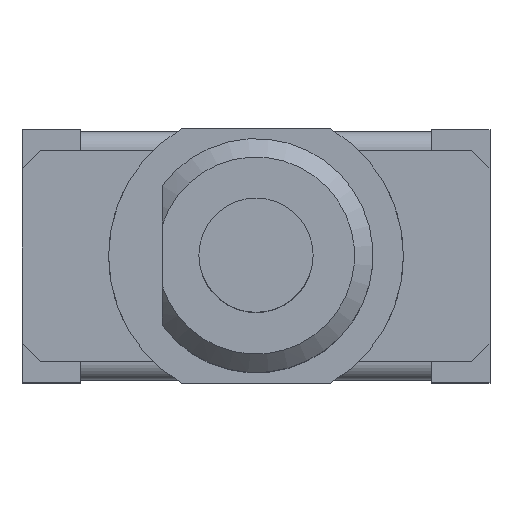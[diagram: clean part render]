
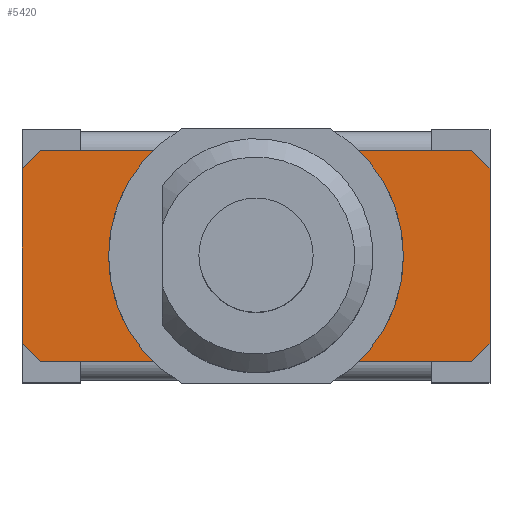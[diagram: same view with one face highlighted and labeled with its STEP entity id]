
A CAD part, top view. The second image highlights one B-rep face of the part: STEP entity #5420.
In plain terms, the highlighted planar face has unit normal (0, 0, 1).
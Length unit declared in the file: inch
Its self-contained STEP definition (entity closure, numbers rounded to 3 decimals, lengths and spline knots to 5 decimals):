
#63=FACE_BOUND('',#860,.T.);
#309=PLANE('',#5728);
#543=FACE_OUTER_BOUND('',#859,.T.);
#859=EDGE_LOOP('',(#4251,#4252,#4253,#4254,#4255,#4256,#4257,#4258,#4259,
#4260,#4261,#4262));
#860=EDGE_LOOP('',(#4263,#4264,#4265,#4266,#4267,#4268,#4269,#4270));
#1281=LINE('',#8715,#1841);
#1285=LINE('',#8724,#1845);
#1287=LINE('',#8729,#1847);
#1292=LINE('',#8737,#1852);
#1293=LINE('',#8740,#1853);
#1296=LINE('',#8746,#1856);
#1299=LINE('',#8752,#1859);
#1304=LINE('',#8761,#1864);
#1305=LINE('',#8764,#1865);
#1308=LINE('',#8769,#1868);
#1310=LINE('',#8772,#1870);
#1311=LINE('',#8773,#1871);
#1312=LINE('',#8782,#1872);
#1313=LINE('',#8789,#1873);
#1841=VECTOR('',#6400,39.37008);
#1845=VECTOR('',#6406,39.37008);
#1847=VECTOR('',#6410,39.37008);
#1852=VECTOR('',#6417,39.37008);
#1853=VECTOR('',#6420,39.37008);
#1856=VECTOR('',#6425,39.37008);
#1859=VECTOR('',#6430,39.37008);
#1864=VECTOR('',#6437,39.37008);
#1865=VECTOR('',#6440,39.37008);
#1868=VECTOR('',#6445,39.37008);
#1870=VECTOR('',#6449,39.37008);
#1871=VECTOR('',#6450,39.37008);
#1872=VECTOR('',#6457,39.37008);
#1873=VECTOR('',#6464,39.37008);
#2203=CIRCLE('',#5729,0.01772);
#2204=CIRCLE('',#5730,0.15748);
#2205=CIRCLE('',#5731,0.01772);
#2206=CIRCLE('',#5732,0.01772);
#2207=CIRCLE('',#5733,0.15748);
#2208=CIRCLE('',#5734,0.01772);
#2307=VERTEX_POINT('',#7404);
#2528=VERTEX_POINT('',#8712);
#2529=VERTEX_POINT('',#8714);
#2532=VERTEX_POINT('',#8721);
#2533=VERTEX_POINT('',#8723);
#2534=VERTEX_POINT('',#8727);
#2535=VERTEX_POINT('',#8728);
#2538=VERTEX_POINT('',#8739);
#2540=VERTEX_POINT('',#8745);
#2542=VERTEX_POINT('',#8751);
#2545=VERTEX_POINT('',#8758);
#2546=VERTEX_POINT('',#8763);
#2548=VERTEX_POINT('',#8774);
#2549=VERTEX_POINT('',#8775);
#2550=VERTEX_POINT('',#8777);
#2551=VERTEX_POINT('',#8779);
#2552=VERTEX_POINT('',#8781);
#2553=VERTEX_POINT('',#8783);
#2554=VERTEX_POINT('',#8785);
#2555=VERTEX_POINT('',#8787);
#3146=EDGE_CURVE('',#2529,#2528,#1281,.T.);
#3150=EDGE_CURVE('',#2533,#2532,#1285,.T.);
#3152=EDGE_CURVE('',#2534,#2535,#1287,.T.);
#3157=EDGE_CURVE('',#2307,#2534,#1292,.T.);
#3158=EDGE_CURVE('',#2538,#2529,#1293,.T.);
#3161=EDGE_CURVE('',#2540,#2538,#1296,.T.);
#3164=EDGE_CURVE('',#2542,#2540,#1299,.T.);
#3169=EDGE_CURVE('',#2545,#2542,#1304,.T.);
#3170=EDGE_CURVE('',#2546,#2533,#1305,.T.);
#3173=EDGE_CURVE('',#2535,#2546,#1308,.T.);
#3175=EDGE_CURVE('',#2532,#2545,#1310,.T.);
#3176=EDGE_CURVE('',#2528,#2307,#1311,.T.);
#3177=EDGE_CURVE('',#2548,#2549,#2203,.T.);
#3178=EDGE_CURVE('',#2550,#2548,#2204,.T.);
#3179=EDGE_CURVE('',#2551,#2550,#2205,.T.);
#3180=EDGE_CURVE('',#2552,#2551,#1312,.T.);
#3181=EDGE_CURVE('',#2553,#2552,#2206,.T.);
#3182=EDGE_CURVE('',#2554,#2553,#2207,.T.);
#3183=EDGE_CURVE('',#2555,#2554,#2208,.T.);
#3184=EDGE_CURVE('',#2549,#2555,#1313,.T.);
#4251=ORIENTED_EDGE('',*,*,#3152,.T.);
#4252=ORIENTED_EDGE('',*,*,#3173,.T.);
#4253=ORIENTED_EDGE('',*,*,#3170,.T.);
#4254=ORIENTED_EDGE('',*,*,#3150,.T.);
#4255=ORIENTED_EDGE('',*,*,#3175,.T.);
#4256=ORIENTED_EDGE('',*,*,#3169,.T.);
#4257=ORIENTED_EDGE('',*,*,#3164,.T.);
#4258=ORIENTED_EDGE('',*,*,#3161,.T.);
#4259=ORIENTED_EDGE('',*,*,#3158,.T.);
#4260=ORIENTED_EDGE('',*,*,#3146,.T.);
#4261=ORIENTED_EDGE('',*,*,#3176,.T.);
#4262=ORIENTED_EDGE('',*,*,#3157,.T.);
#4263=ORIENTED_EDGE('',*,*,#3177,.F.);
#4264=ORIENTED_EDGE('',*,*,#3178,.F.);
#4265=ORIENTED_EDGE('',*,*,#3179,.F.);
#4266=ORIENTED_EDGE('',*,*,#3180,.F.);
#4267=ORIENTED_EDGE('',*,*,#3181,.F.);
#4268=ORIENTED_EDGE('',*,*,#3182,.F.);
#4269=ORIENTED_EDGE('',*,*,#3183,.F.);
#4270=ORIENTED_EDGE('',*,*,#3184,.F.);
#5420=ADVANCED_FACE('',(#543,#63),#309,.F.);
#5728=AXIS2_PLACEMENT_3D('',#8771,#6447,#6448);
#5729=AXIS2_PLACEMENT_3D('',#8776,#6451,#6452);
#5730=AXIS2_PLACEMENT_3D('',#8778,#6453,#6454);
#5731=AXIS2_PLACEMENT_3D('',#8780,#6455,#6456);
#5732=AXIS2_PLACEMENT_3D('',#8784,#6458,#6459);
#5733=AXIS2_PLACEMENT_3D('',#8786,#6460,#6461);
#5734=AXIS2_PLACEMENT_3D('',#8788,#6462,#6463);
#6400=DIRECTION('',(-1.,0.,0.));
#6406=DIRECTION('',(1.,0.,0.));
#6410=DIRECTION('',(-0.707,-0.707,0.));
#6417=DIRECTION('',(-1.,0.,0.));
#6420=DIRECTION('',(-0.707,0.707,0.));
#6425=DIRECTION('',(0.,1.,0.));
#6430=DIRECTION('',(0.707,0.707,0.));
#6437=DIRECTION('',(1.,0.,0.));
#6440=DIRECTION('',(0.707,-0.707,0.));
#6445=DIRECTION('',(0.,-1.,0.));
#6447=DIRECTION('center_axis',(0.,0.,
-1.));
#6448=DIRECTION('ref_axis',(0.,1.,0.));
#6449=DIRECTION('',(1.,0.,0.));
#6450=DIRECTION('',(-1.,0.,0.));
#6451=DIRECTION('center_axis',(0.,0.,
1.));
#6452=DIRECTION('ref_axis',(0.,-1.,0.));
#6453=DIRECTION('center_axis',(0.,0.,
1.));
#6454=DIRECTION('ref_axis',(0.,-1.,0.));
#6455=DIRECTION('center_axis',(0.,0.,
1.));
#6456=DIRECTION('ref_axis',(0.,-1.,0.));
#6457=DIRECTION('',(-1.,0.,0.));
#6458=DIRECTION('center_axis',(0.,0.,
1.));
#6459=DIRECTION('ref_axis',(0.,-1.,0.));
#6460=DIRECTION('center_axis',(0.,0.,
1.));
#6461=DIRECTION('ref_axis',(0.,-1.,0.));
#6462=DIRECTION('center_axis',(0.,0.,
1.));
#6463=DIRECTION('ref_axis',(0.,-1.,0.));
#6464=DIRECTION('',(1.,0.,0.));
#7404=CARTESIAN_POINT('',(-0.18701,0.11299,0.41024));
#8712=CARTESIAN_POINT('',(0.18701,0.11299,0.41024));
#8714=CARTESIAN_POINT('',(0.23031,0.11299,0.41024));
#8715=CARTESIAN_POINT('',(0.23031,0.11299,0.41024));
#8721=CARTESIAN_POINT('',(-0.18701,-0.11299,0.41024));
#8723=CARTESIAN_POINT('',(-0.23031,-0.11299,0.41024));
#8724=CARTESIAN_POINT('',(-0.23031,-0.11299,0.41024));
#8727=CARTESIAN_POINT('',(-0.23031,0.11299,0.41024));
#8728=CARTESIAN_POINT('',(-0.25,0.09331,0.41024));
#8729=CARTESIAN_POINT('',(-0.23031,0.11299,0.41024));
#8737=CARTESIAN_POINT('',(0.23031,0.11299,0.41024));
#8739=CARTESIAN_POINT('',(0.25,0.09331,0.41024));
#8740=CARTESIAN_POINT('',(0.25,0.09331,0.41024));
#8745=CARTESIAN_POINT('',(0.25,-0.09331,0.41024));
#8746=CARTESIAN_POINT('',(0.25,-0.09331,0.41024));
#8751=CARTESIAN_POINT('',(0.23031,-0.11299,0.41024));
#8752=CARTESIAN_POINT('',(0.23031,-0.11299,0.41024));
#8758=CARTESIAN_POINT('',(0.18701,-0.11299,0.41024));
#8761=CARTESIAN_POINT('',(-0.23031,-0.11299,0.41024));
#8763=CARTESIAN_POINT('',(-0.25,-0.09331,0.41024));
#8764=CARTESIAN_POINT('',(-0.23031,-0.11299,0.41024));
#8769=CARTESIAN_POINT('',(-0.25,0.09331,0.41024));
#8771=CARTESIAN_POINT('Origin',(-0.34331,0.,
0.41024));
#8772=CARTESIAN_POINT('',(-0.18701,-0.11299,0.41024));
#8773=CARTESIAN_POINT('',(0.18701,0.11299,0.41024));
#8774=CARTESIAN_POINT('',(-0.14168,-0.06876,0.41024));
#8775=CARTESIAN_POINT('',(-0.12574,-0.07874,0.41024));
#8776=CARTESIAN_POINT('Origin',(-0.12574,-0.06102,
0.41024));
#8777=CARTESIAN_POINT('',(-0.14168,0.06876,0.41024));
#8778=CARTESIAN_POINT('Origin',(0.,0.,
0.41024));
#8779=CARTESIAN_POINT('',(-0.12574,0.07874,0.41024));
#8780=CARTESIAN_POINT('Origin',(-0.12574,0.06102,0.41024));
#8781=CARTESIAN_POINT('',(0.12574,0.07874,0.41024));
#8782=CARTESIAN_POINT('',(-0.12574,0.07874,0.41024));
#8783=CARTESIAN_POINT('',(0.14168,0.06876,0.41024));
#8784=CARTESIAN_POINT('Origin',(0.12574,0.06102,0.41024));
#8785=CARTESIAN_POINT('',(0.14168,-0.06876,0.41024));
#8786=CARTESIAN_POINT('Origin',(0.,0.,
0.41024));
#8787=CARTESIAN_POINT('',(0.12574,-0.07874,0.41024));
#8788=CARTESIAN_POINT('Origin',(0.12574,-0.06102,0.41024));
#8789=CARTESIAN_POINT('',(-0.12574,-0.07874,0.41024));
